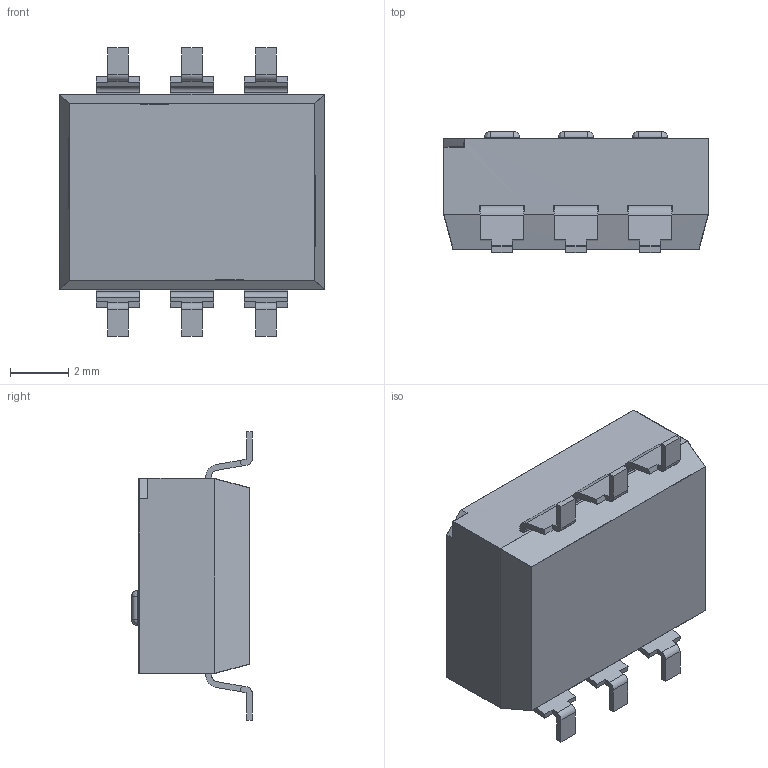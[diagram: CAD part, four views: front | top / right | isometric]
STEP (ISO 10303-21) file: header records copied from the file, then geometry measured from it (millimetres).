
FILE_DESCRIPTION (( 'STEP AP214' ), '1' );
FILE_NAME ('User Library-DIP SW 3P.STEP', '2020-02-16T20:00:13', ( '' ), ( '' ), 'SwSTEP 2.0', 'SolidWorks 2019', '' );
FILE_SCHEMA (( 'AUTOMOTIVE_DESIGN' ));
Length unit declared in the file: millimetre
Products named in the file (1): User Library-DIP SW 3P
Bounding box: 9.09 x 4.15 x 9.9 mm (x, y, z)
Volume: 224.5 mm3; surface area: 296.9 mm2
Topology: 1 solids, 1 shells, 318 faces, 783 edges, 457 vertices
Faces by surface type: cylinder 140, plane 120, bspline 58
Entity records: 11668 total; most frequent: CARTESIAN_POINT 3329, ORIENTED_EDGE 1514, DIRECTION 1238, EDGE_CURVE 757, VERTEX_POINT 457, LINE 454, VECTOR 454, AXIS2_PLACEMENT_3D 392
